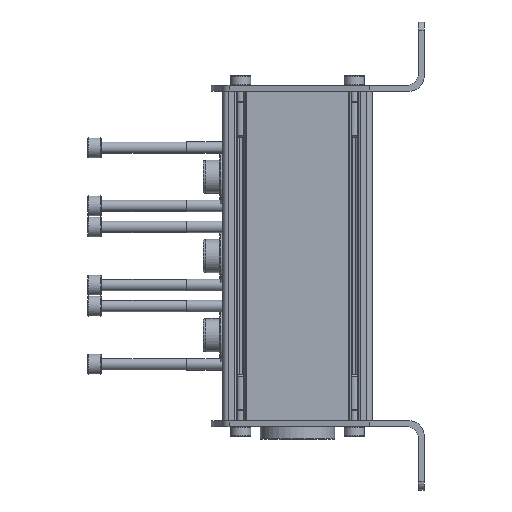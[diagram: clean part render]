
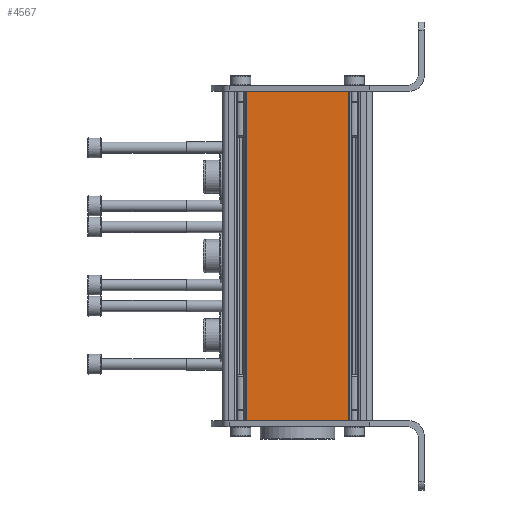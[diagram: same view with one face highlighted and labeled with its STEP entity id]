
A CAD part, left-side view. The second image highlights one B-rep face of the part: STEP entity #4567.
In plain terms, the highlighted planar face has unit normal (-1, 0, 0).
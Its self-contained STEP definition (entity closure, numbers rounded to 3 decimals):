
#288=LINE('',#7414,#612);
#289=LINE('',#7416,#613);
#290=LINE('',#7418,#614);
#291=LINE('',#7420,#615);
#612=VECTOR('',#5868,1000.);
#613=VECTOR('',#5871,1000.);
#614=VECTOR('',#5872,1000.);
#615=VECTOR('',#5873,1000.);
#840=PLANE('',#5005);
#1497=ORIENTED_EDGE('',*,*,#2684,.F.);
#1498=ORIENTED_EDGE('',*,*,#2683,.F.);
#1499=ORIENTED_EDGE('',*,*,#2685,.T.);
#1500=ORIENTED_EDGE('',*,*,#2686,.T.);
#2683=EDGE_CURVE('',#3244,#3243,#288,.T.);
#2684=EDGE_CURVE('',#3243,#3245,#289,.T.);
#2685=EDGE_CURVE('',#3244,#3246,#290,.T.);
#2686=EDGE_CURVE('',#3246,#3245,#291,.T.);
#3243=VERTEX_POINT('',#7411);
#3244=VERTEX_POINT('',#7413);
#3245=VERTEX_POINT('',#7417);
#3246=VERTEX_POINT('',#7419);
#3653=EDGE_LOOP('',(#1497,#1498,#1499,#1500));
#4055=FACE_BOUND('',#3653,.T.);
#4567=ADVANCED_FACE('',(#4055),#840,.T.);
#5005=AXIS2_PLACEMENT_3D('',#7415,#5869,#5870);
#5868=DIRECTION('',(0.,0.,1.));
#5869=DIRECTION('',(-1.,0.,0.));
#5870=DIRECTION('',(0.,0.,1.));
#5871=DIRECTION('',(0.,-1.,0.));
#5872=DIRECTION('',(0.,-1.,0.));
#5873=DIRECTION('',(0.,0.,1.));
#7411=CARTESIAN_POINT('',(-14.35,17.679,0.));
#7413=CARTESIAN_POINT('',(-14.35,17.679,-114.5));
#7414=CARTESIAN_POINT('',(-14.35,17.679,-114.5));
#7415=CARTESIAN_POINT('',(-14.35,17.679,-114.5));
#7416=CARTESIAN_POINT('',(-14.35,17.679,0.));
#7417=CARTESIAN_POINT('',(-14.35,-17.679,0.));
#7418=CARTESIAN_POINT('',(-14.35,17.679,-114.5));
#7419=CARTESIAN_POINT('',(-14.35,-17.679,-114.5));
#7420=CARTESIAN_POINT('',(-14.35,-17.679,-114.5));
